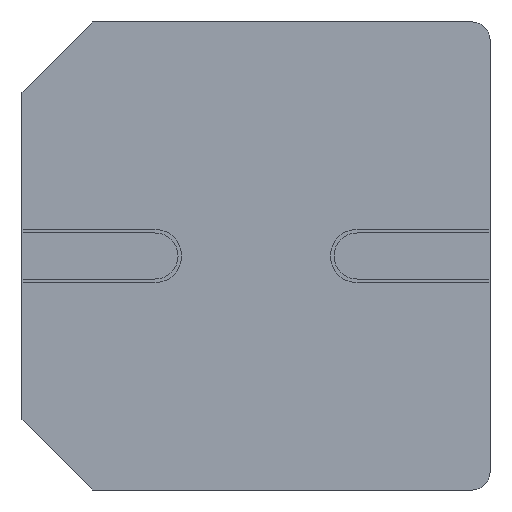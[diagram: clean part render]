
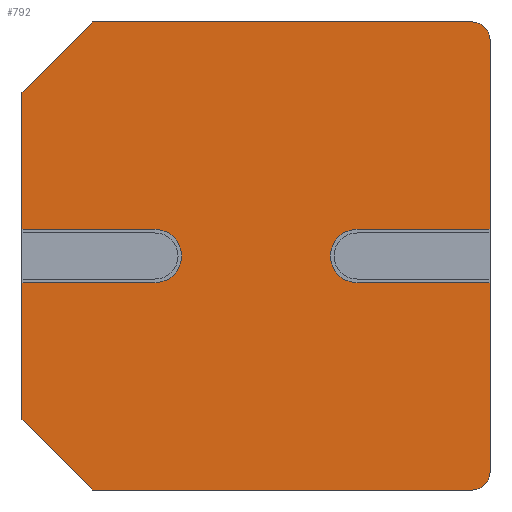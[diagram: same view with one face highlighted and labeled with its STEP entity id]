
A CAD part, front view. The second image highlights one B-rep face of the part: STEP entity #792.
In plain terms, the highlighted planar face has unit normal (0, -1, 0).
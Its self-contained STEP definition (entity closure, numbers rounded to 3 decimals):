
#585 = CARTESIAN_POINT ( 'NONE',  ( 3.3, 0., -0.375 ) ) ;
#586 = VERTEX_POINT ( 'NONE', #585 ) ;
#593 = CARTESIAN_POINT ( 'NONE',  ( 3.3, 0., -3.05 ) ) ;
#594 = VERTEX_POINT ( 'NONE', #593 ) ;
#595 = CARTESIAN_POINT ( 'NONE',  ( 3.3, 0., 3.3 ) ) ;
#596 = DIRECTION ( 'NONE',  ( 0., 0., -1. ) ) ;
#597 = VECTOR ( 'NONE', #596, 1000. ) ;
#598 = LINE ( 'NONE', #595, #597 ) ;
#599 = EDGE_CURVE ( 'NONE', #586, #594, #598, .T. ) ;
#633 = CARTESIAN_POINT ( 'NONE',  ( 3.3, 0., 3.05 ) ) ;
#634 = VERTEX_POINT ( 'NONE', #633 ) ;
#641 = CARTESIAN_POINT ( 'NONE',  ( 3.3, 0., 0.375 ) ) ;
#642 = VERTEX_POINT ( 'NONE', #641 ) ;
#643 = CARTESIAN_POINT ( 'NONE',  ( 3.3, 0., 3.3 ) ) ;
#644 = DIRECTION ( 'NONE',  ( 0., 0., -1. ) ) ;
#645 = VECTOR ( 'NONE', #644, 1000. ) ;
#646 = LINE ( 'NONE', #643, #645 ) ;
#647 = EDGE_CURVE ( 'NONE', #634, #642, #646, .T. ) ;
#671 = ORIENTED_EDGE ( 'NONE', *, *, #599, .F. ) ;
#672 = CARTESIAN_POINT ( 'NONE',  ( 1.425, 0., -0.375 ) ) ;
#673 = VERTEX_POINT ( 'NONE', #672 ) ;
#674 = CARTESIAN_POINT ( 'NONE',  ( 1.425, 0., -0.375 ) ) ;
#675 = DIRECTION ( 'NONE',  ( -1., 0., 0. ) ) ;
#676 = VECTOR ( 'NONE', #675, 1000. ) ;
#677 = LINE ( 'NONE', #674, #676 ) ;
#678 = EDGE_CURVE ( 'NONE', #586, #673, #677, .T. ) ;
#679 = ORIENTED_EDGE ( 'NONE', *, *, #678, .T. ) ;
#680 = CARTESIAN_POINT ( 'NONE',  ( 1.425, 0., 0.375 ) ) ;
#681 = VERTEX_POINT ( 'NONE', #680 ) ;
#682 = CARTESIAN_POINT ( 'NONE',  ( 1.425, 0., 0. ) ) ;
#683 = DIRECTION ( 'NONE',  ( 0., 1., 0. ) ) ;
#684 = DIRECTION ( 'NONE',  ( 0., 0., 1. ) ) ;
#685 = AXIS2_PLACEMENT_3D ( 'NONE', #682, #683, #684 ) ;
#686 = CIRCLE ( 'NONE', #685, 0.375) ;
#687 = EDGE_CURVE ( 'NONE', #673, #681, #686, .T. ) ;
#688 = ORIENTED_EDGE ( 'NONE', *, *, #687, .T. ) ;
#689 = CARTESIAN_POINT ( 'NONE',  ( 3.3, 0., 0.375 ) ) ;
#690 = DIRECTION ( 'NONE',  ( 1., 0., 0. ) ) ;
#691 = VECTOR ( 'NONE', #690, 1000. ) ;
#692 = LINE ( 'NONE', #689, #691 ) ;
#693 = EDGE_CURVE ( 'NONE', #681, #642, #692, .T. ) ;
#694 = ORIENTED_EDGE ( 'NONE', *, *, #693, .T. ) ;
#695 = ORIENTED_EDGE ( 'NONE', *, *, #647, .F. ) ;
#696 = CARTESIAN_POINT ( 'NONE',  ( 3.05, 0., 3.3 ) ) ;
#697 = VERTEX_POINT ( 'NONE', #696 ) ;
#698 = CARTESIAN_POINT ( 'NONE',  ( 3.05, 0., 3.05 ) ) ;
#699 = DIRECTION ( 'NONE',  ( 0., -1., 0. ) ) ;
#700 = DIRECTION ( 'NONE',  ( 0., 0., -1. ) ) ;
#701 = AXIS2_PLACEMENT_3D ( 'NONE', #698, #699, #700 ) ;
#702 = CIRCLE ( 'NONE', #701, 0.25) ;
#703 = EDGE_CURVE ( 'NONE', #634, #697, #702, .T. ) ;
#704 = ORIENTED_EDGE ( 'NONE', *, *, #703, .T. ) ;
#705 = CARTESIAN_POINT ( 'NONE',  ( -2.3, 0., 3.3 ) ) ;
#706 = VERTEX_POINT ( 'NONE', #705 ) ;
#707 = CARTESIAN_POINT ( 'NONE',  ( -3.3, 0., 3.3 ) ) ;
#708 = DIRECTION ( 'NONE',  ( 1., 0., 0. ) ) ;
#709 = VECTOR ( 'NONE', #708, 1000. ) ;
#710 = LINE ( 'NONE', #707, #709 ) ;
#711 = EDGE_CURVE ( 'NONE', #706, #697, #710, .T. ) ;
#712 = ORIENTED_EDGE ( 'NONE', *, *, #711, .F. ) ;
#713 = CARTESIAN_POINT ( 'NONE',  ( -3.3, 0., 2.3 ) ) ;
#714 = VERTEX_POINT ( 'NONE', #713 ) ;
#715 = CARTESIAN_POINT ( 'NONE',  ( -2.8, 0., 2.8 ) ) ;
#716 = DIRECTION ( 'NONE',  ( -0.707, 0., -0.707 ) ) ;
#717 = VECTOR ( 'NONE', #716, 1000. ) ;
#718 = LINE ( 'NONE', #715, #717 ) ;
#719 = EDGE_CURVE ( 'NONE', #706, #714, #718, .T. ) ;
#720 = ORIENTED_EDGE ( 'NONE', *, *, #719, .T. ) ;
#721 = CARTESIAN_POINT ( 'NONE',  ( -3.3, 0., 0.375 ) ) ;
#722 = VERTEX_POINT ( 'NONE', #721 ) ;
#723 = CARTESIAN_POINT ( 'NONE',  ( -3.3, 0., 3.3 ) ) ;
#724 = DIRECTION ( 'NONE',  ( 0., 0., 1. ) ) ;
#725 = VECTOR ( 'NONE', #724, 1000. ) ;
#726 = LINE ( 'NONE', #723, #725 ) ;
#727 = EDGE_CURVE ( 'NONE', #722, #714, #726, .T. ) ;
#728 = ORIENTED_EDGE ( 'NONE', *, *, #727, .F. ) ;
#729 = CARTESIAN_POINT ( 'NONE',  ( -1.425, 0., 0.375 ) ) ;
#730 = VERTEX_POINT ( 'NONE', #729 ) ;
#731 = CARTESIAN_POINT ( 'NONE',  ( -3.3, 0., 0.375 ) ) ;
#732 = DIRECTION ( 'NONE',  ( -1., 0., 0. ) ) ;
#733 = VECTOR ( 'NONE', #732, 1000. ) ;
#734 = LINE ( 'NONE', #731, #733 ) ;
#735 = EDGE_CURVE ( 'NONE', #730, #722, #734, .T. ) ;
#736 = ORIENTED_EDGE ( 'NONE', *, *, #735, .F. ) ;
#737 = CARTESIAN_POINT ( 'NONE',  ( -1.425, 0., -0.375 ) ) ;
#738 = VERTEX_POINT ( 'NONE', #737 ) ;
#739 = CARTESIAN_POINT ( 'NONE',  ( -1.425, 0., 0. ) ) ;
#740 = DIRECTION ( 'NONE',  ( 0., -1., 0. ) ) ;
#741 = DIRECTION ( 'NONE',  ( 0., 0., 1. ) ) ;
#742 = AXIS2_PLACEMENT_3D ( 'NONE', #739, #740, #741 ) ;
#743 = CIRCLE ( 'NONE', #742, 0.375) ;
#744 = EDGE_CURVE ( 'NONE', #738, #730, #743, .T. ) ;
#745 = ORIENTED_EDGE ( 'NONE', *, *, #744, .F. ) ;
#746 = CARTESIAN_POINT ( 'NONE',  ( -3.3, 0., -0.375 ) ) ;
#747 = VERTEX_POINT ( 'NONE', #746 ) ;
#748 = CARTESIAN_POINT ( 'NONE',  ( -1.425, 0., -0.375 ) ) ;
#749 = DIRECTION ( 'NONE',  ( 1., 0., 0. ) ) ;
#750 = VECTOR ( 'NONE', #749, 1000. ) ;
#751 = LINE ( 'NONE', #748, #750 ) ;
#752 = EDGE_CURVE ( 'NONE', #747, #738, #751, .T. ) ;
#753 = ORIENTED_EDGE ( 'NONE', *, *, #752, .F. ) ;
#754 = CARTESIAN_POINT ( 'NONE',  ( -3.3, 0., -2.3 ) ) ;
#755 = VERTEX_POINT ( 'NONE', #754 ) ;
#756 = CARTESIAN_POINT ( 'NONE',  ( -3.3, 0., 3.3 ) ) ;
#757 = DIRECTION ( 'NONE',  ( 0., 0., 1. ) ) ;
#758 = VECTOR ( 'NONE', #757, 1000. ) ;
#759 = LINE ( 'NONE', #756, #758 ) ;
#760 = EDGE_CURVE ( 'NONE', #755, #747, #759, .T. ) ;
#761 = ORIENTED_EDGE ( 'NONE', *, *, #760, .F. ) ;
#762 = CARTESIAN_POINT ( 'NONE',  ( -2.3, 0., -3.3 ) ) ;
#763 = VERTEX_POINT ( 'NONE', #762 ) ;
#764 = CARTESIAN_POINT ( 'NONE',  ( -2.8, 0., -2.8 ) ) ;
#765 = DIRECTION ( 'NONE',  ( 0.707, 0., -0.707 ) ) ;
#766 = VECTOR ( 'NONE', #765, 1000. ) ;
#767 = LINE ( 'NONE', #764, #766 ) ;
#768 = EDGE_CURVE ( 'NONE', #755, #763, #767, .T. ) ;
#769 = ORIENTED_EDGE ( 'NONE', *, *, #768, .T. ) ;
#770 = CARTESIAN_POINT ( 'NONE',  ( 3.05, 0., -3.3 ) ) ;
#771 = VERTEX_POINT ( 'NONE', #770 ) ;
#772 = CARTESIAN_POINT ( 'NONE',  ( -3.3, 0., -3.3 ) ) ;
#773 = DIRECTION ( 'NONE',  ( -1., 0., 0. ) ) ;
#774 = VECTOR ( 'NONE', #773, 1000. ) ;
#775 = LINE ( 'NONE', #772, #774 ) ;
#776 = EDGE_CURVE ( 'NONE', #771, #763, #775, .T. ) ;
#777 = ORIENTED_EDGE ( 'NONE', *, *, #776, .F. ) ;
#778 = CARTESIAN_POINT ( 'NONE',  ( 3.05, 0., -3.05 ) ) ;
#779 = DIRECTION ( 'NONE',  ( 0., -1., 0. ) ) ;
#780 = DIRECTION ( 'NONE',  ( 0., 0., -1. ) ) ;
#781 = AXIS2_PLACEMENT_3D ( 'NONE', #778, #779, #780 ) ;
#782 = CIRCLE ( 'NONE', #781, 0.25) ;
#783 = EDGE_CURVE ( 'NONE', #771, #594, #782, .T. ) ;
#784 = ORIENTED_EDGE ( 'NONE', *, *, #783, .T. ) ;
#785 = EDGE_LOOP ( 'NONE', ( #671, #679, #688, #694, #695, #704, #712, #720, #728, #736, #745, #753, #761, #769, #777, #784 ) ) ;
#786 = FACE_OUTER_BOUND ( 'NONE', #785, .T. ) ;
#787 = CARTESIAN_POINT ( 'NONE',  ( 0., 0., 0. ) ) ;
#788 = DIRECTION ( 'NONE',  ( 0., -1., 0. ) ) ;
#789 = DIRECTION ( 'NONE',  ( 0., 0., -1. ) ) ;
#790 = AXIS2_PLACEMENT_3D ( 'NONE', #787, #788, #789 ) ;
#791 = PLANE ( 'NONE', #790 ) ;
#792 = ADVANCED_FACE ( 'NONE', ( #786 ), #791, .T. ) ;
